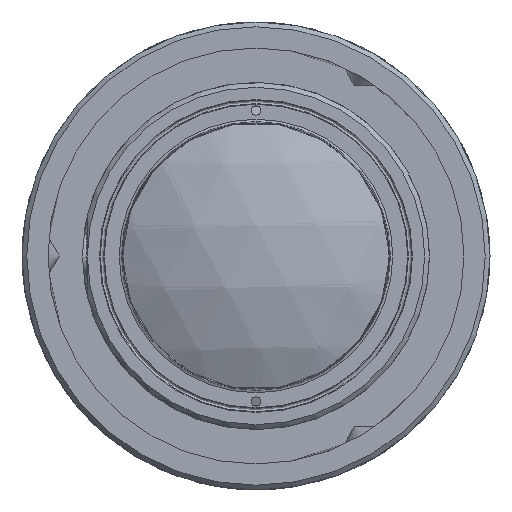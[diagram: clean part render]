
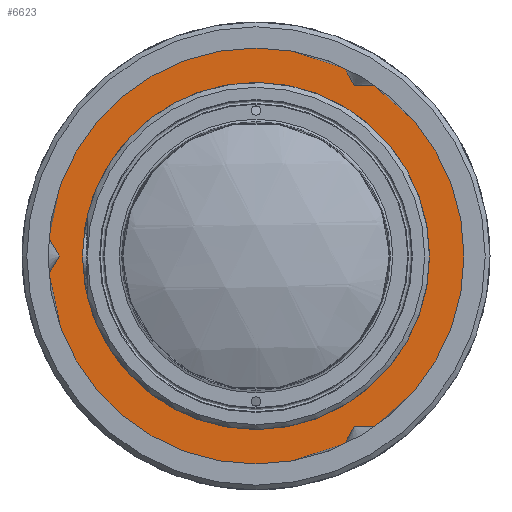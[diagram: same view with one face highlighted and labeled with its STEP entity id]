
A CAD part, left-side view. The second image highlights one B-rep face of the part: STEP entity #6623.
In plain terms, the highlighted planar face has unit normal (-1, 0, 0).
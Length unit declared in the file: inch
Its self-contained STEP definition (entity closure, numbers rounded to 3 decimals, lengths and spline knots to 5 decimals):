
#798=FACE_BOUND('',#1889,.T.);
#1019=CIRCLE('',#7670,0.7305);
#1027=CIRCLE('',#7693,0.8755);
#1357=FACE_OUTER_BOUND('',#1888,.T.);
#1888=EDGE_LOOP('',(#4880));
#1889=EDGE_LOOP('',(#4881));
#3221=VERTEX_POINT('',#10633);
#3250=VERTEX_POINT('',#11186);
#3870=EDGE_CURVE('',#3221,#3221,#1019,.T.);
#3903=EDGE_CURVE('',#3250,#3250,#1027,.T.);
#4880=ORIENTED_EDGE('',*,*,#3903,.F.);
#4881=ORIENTED_EDGE('',*,*,#3870,.T.);
#6363=PLANE('',#7727);
#6623=ADVANCED_FACE('',(#1357,#798),#6363,.T.);
#7670=AXIS2_PLACEMENT_3D('',#10634,#8528,#8529);
#7693=AXIS2_PLACEMENT_3D('',#11187,#8578,#8579);
#7727=AXIS2_PLACEMENT_3D('',#11235,#8646,#8647);
#8528=DIRECTION('center_axis',(1.,0.,0.));
#8529=DIRECTION('ref_axis',(0.,0.,-1.));
#8578=DIRECTION('center_axis',(1.,0.,0.));
#8579=DIRECTION('ref_axis',(0.,0.,-1.));
#8646=DIRECTION('center_axis',(-1.,0.,0.));
#8647=DIRECTION('ref_axis',(0.,0.,1.));
#10633=CARTESIAN_POINT('',(0.12,0.7305,0.));
#10634=CARTESIAN_POINT('Origin',(0.12,0.,0.));
#11186=CARTESIAN_POINT('',(0.12,0.8755,0.));
#11187=CARTESIAN_POINT('Origin',(0.12,0.,0.));
#11235=CARTESIAN_POINT('Origin',(0.12,0.8755,0.));
